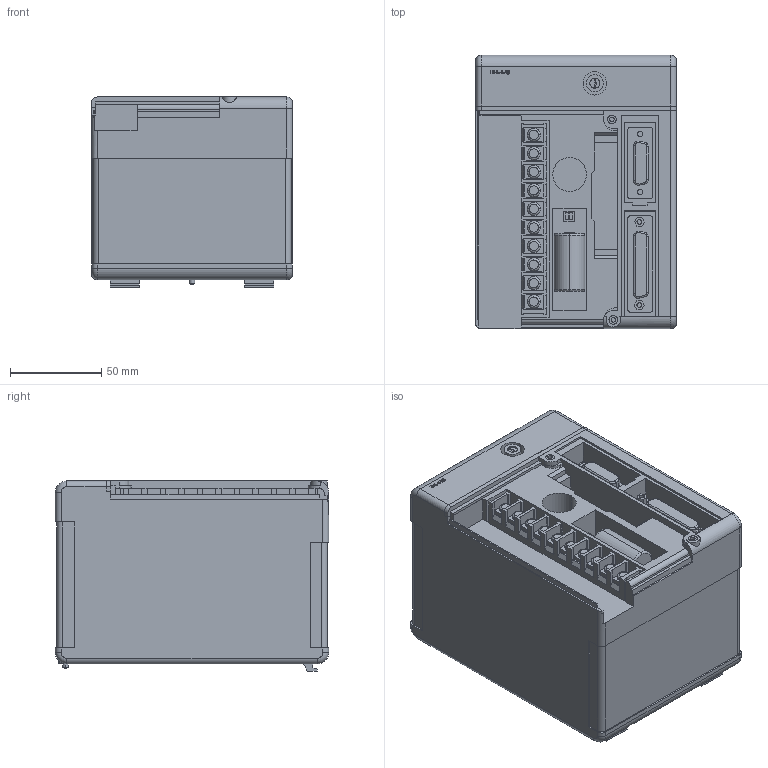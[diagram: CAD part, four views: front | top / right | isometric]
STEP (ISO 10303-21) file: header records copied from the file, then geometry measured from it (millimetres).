
FILE_DESCRIPTION (( 'STEP AP214' ), '1' );
FILE_NAME ('D4-440.step', '2014-09-23T18:04:19', ( '' ), ( '' ), 'SwSTEP 2.0', 'SolidWorks 2014', '' );
FILE_SCHEMA (( 'AUTOMOTIVE_DESIGN' ));
Length unit declared in the file: inch
Products named in the file (1): D4-440
Bounding box: 110.24 x 149.99 x 104.29 mm (x, y, z)
Volume: 1486709.9 mm3; surface area: 114684.9 mm2
Topology: 3 solids, 3 shells, 734 faces, 1907 edges, 1251 vertices
Faces by surface type: plane 564, cylinder 111, torus 41, bspline 14, cone 4
Entity records: 29596 total; most frequent: CARTESIAN_POINT 4982, ORIENTED_EDGE 3814, DIRECTION 3605, EDGE_CURVE 1907, VECTOR 1581, LINE 1581, VERTEX_POINT 1251, AXIS2_PLACEMENT_3D 1012
